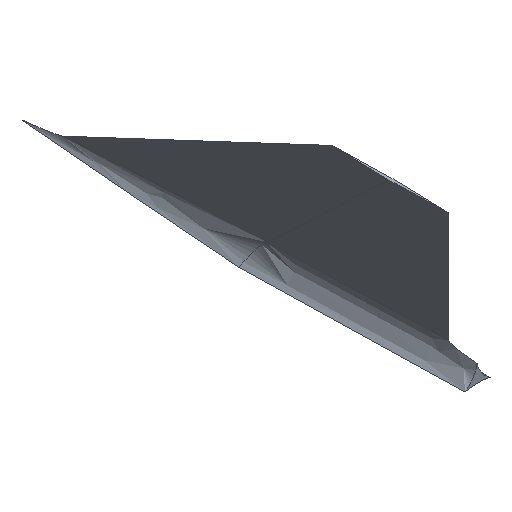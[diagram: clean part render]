
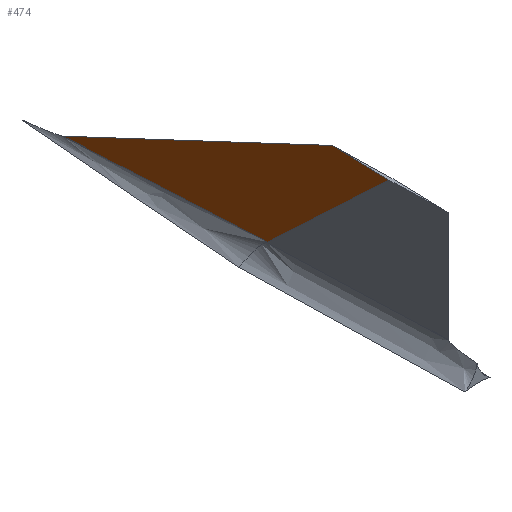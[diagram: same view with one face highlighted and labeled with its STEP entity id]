
A CAD part, isometric view. The second image highlights one B-rep face of the part: STEP entity #474.
In plain terms, the highlighted planar face has unit normal (-0.998, 0.026, 0.056).
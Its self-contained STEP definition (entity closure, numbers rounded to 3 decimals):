
#323=CARTESIAN_POINT('Vertex',(-2.041,-112.625,10.346)) ;
#327=CARTESIAN_POINT('Control Point',(0.,-20.465,3.671)) ;
#328=CARTESIAN_POINT('Control Point',(-0.39,-38.873,5.327)) ;
#329=CARTESIAN_POINT('Control Point',(-0.791,-57.293,6.787)) ;
#330=CARTESIAN_POINT('Control Point',(-1.201,-75.733,8.087)) ;
#331=CARTESIAN_POINT('Control Point',(-1.618,-94.176,9.282)) ;
#332=CARTESIAN_POINT('Control Point',(-2.041,-112.625,10.346)) ;
#333=CARTESIAN_POINT('Vertex',(0.,-20.465,3.671)) ;
#447=CARTESIAN_POINT('Axis2P3D Location',(-0.585,-98.441,29.811)) ;
#453=CARTESIAN_POINT('Control Point',(0.,-20.465,3.671)) ;
#454=CARTESIAN_POINT('Control Point',(0.,-139.113,59.436)) ;
#455=CARTESIAN_POINT('Vertex',(0.,-139.113,59.436)) ;
#459=CARTESIAN_POINT('Control Point',(-0.674,-164.848,59.436)) ;
#460=CARTESIAN_POINT('Control Point',(-2.041,-112.625,10.346)) ;
#461=CARTESIAN_POINT('Vertex',(-0.674,-164.848,59.436)) ;
#465=CARTESIAN_POINT('Control Point',(-0.674,-164.848,59.436)) ;
#466=CARTESIAN_POINT('Control Point',(0.,-139.113,59.436)) ;
#448=DIRECTION('Axis2P3D Direction',(-0.998,0.026,0.056)) ;
#449=DIRECTION('Axis2P3D XDirection',(0.019,-0.728,0.685)) ;
#450=AXIS2_PLACEMENT_3D('Plane Axis2P3D',#447,#448,#449) ;
#451=PLANE('',#450) ;
#335=EDGE_CURVE('',#334,#324,#326,.T.) ;
#457=EDGE_CURVE('',#334,#456,#452,.T.) ;
#463=EDGE_CURVE('',#462,#324,#458,.T.) ;
#467=EDGE_CURVE('',#462,#456,#464,.T.) ;
#469=ORIENTED_EDGE('',*,*,#457,.F.) ;
#470=ORIENTED_EDGE('',*,*,#335,.T.) ;
#471=ORIENTED_EDGE('',*,*,#463,.F.) ;
#472=ORIENTED_EDGE('',*,*,#467,.T.) ;
#468=EDGE_LOOP('',(#469,#470,#471,#472)) ;
#324=VERTEX_POINT('',#323) ;
#334=VERTEX_POINT('',#333) ;
#456=VERTEX_POINT('',#455) ;
#462=VERTEX_POINT('',#461) ;
#474=ADVANCED_FACE('Printed Core',(#473),#451,.T.) ;
#326=B_SPLINE_CURVE_WITH_KNOTS('',5,(#327,#328,#329,#330,#331,#332),.UNSPECIFIED.,.F.,.U.,(6,6),(113.959,273.73),.UNSPECIFIED.) ;
#452=B_SPLINE_CURVE_WITH_KNOTS('',1,(#453,#454),.UNSPECIFIED.,.F.,.U.,(2,2),(-69.03,62.07),.UNSPECIFIED.) ;
#458=B_SPLINE_CURVE_WITH_KNOTS('',1,(#459,#460),.UNSPECIFIED.,.F.,.U.,(2,2),(-35.658,36.029),.UNSPECIFIED.) ;
#464=B_SPLINE_CURVE_WITH_KNOTS('',1,(#465,#466),.UNSPECIFIED.,.F.,.U.,(2,2),(-12.872,12.872),.UNSPECIFIED.) ;
#473=FACE_OUTER_BOUND('',#468,.T.) ;
